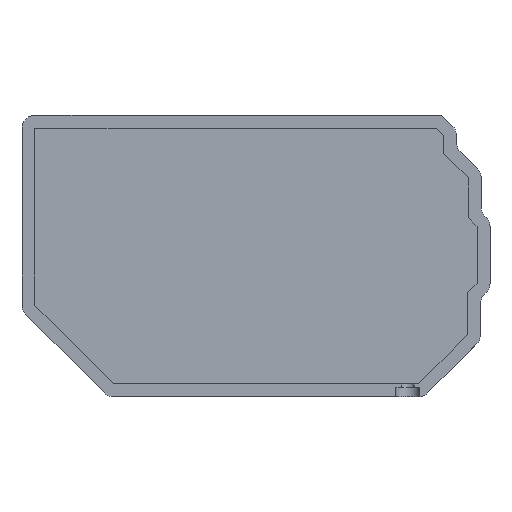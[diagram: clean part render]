
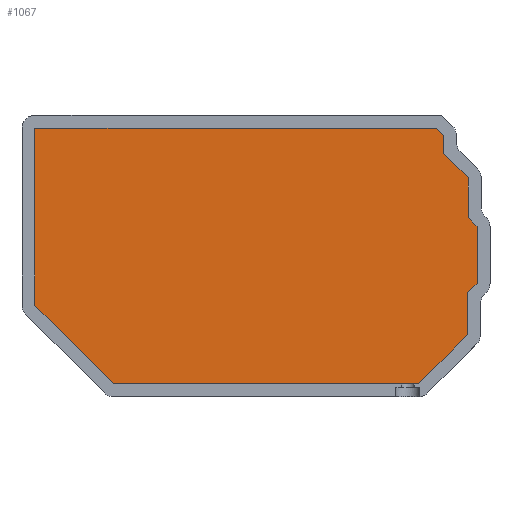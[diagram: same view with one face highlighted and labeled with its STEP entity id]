
A CAD part, top view. The second image highlights one B-rep face of the part: STEP entity #1067.
In plain terms, the highlighted planar face has unit normal (0, 0, 1).
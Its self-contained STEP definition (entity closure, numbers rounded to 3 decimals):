
#85=FACE_OUTER_BOUND('',#142,.T.);
#142=EDGE_LOOP('',(#943,#944,#945,#946,#947,#948,#949,#950,#951,#952,#953,
#954,#955));
#238=LINE('',#1740,#353);
#241=LINE('',#1745,#356);
#243=LINE('',#1749,#358);
#245=LINE('',#1753,#360);
#247=LINE('',#1757,#362);
#249=LINE('',#1761,#364);
#251=LINE('',#1765,#366);
#253=LINE('',#1769,#368);
#255=LINE('',#1773,#370);
#257=LINE('',#1777,#372);
#259=LINE('',#1781,#374);
#261=LINE('',#1785,#376);
#263=LINE('',#1788,#378);
#353=VECTOR('',#1416,10.);
#356=VECTOR('',#1421,10.);
#358=VECTOR('',#1425,10.);
#360=VECTOR('',#1429,10.);
#362=VECTOR('',#1433,10.);
#364=VECTOR('',#1437,10.);
#366=VECTOR('',#1441,10.);
#368=VECTOR('',#1445,10.);
#370=VECTOR('',#1449,10.);
#372=VECTOR('',#1453,10.);
#374=VECTOR('',#1457,10.);
#376=VECTOR('',#1461,10.);
#378=VECTOR('',#1465,10.);
#509=VERTEX_POINT('',#1738);
#510=VERTEX_POINT('',#1739);
#511=VERTEX_POINT('',#1744);
#512=VERTEX_POINT('',#1748);
#513=VERTEX_POINT('',#1752);
#514=VERTEX_POINT('',#1756);
#515=VERTEX_POINT('',#1760);
#516=VERTEX_POINT('',#1764);
#517=VERTEX_POINT('',#1768);
#518=VERTEX_POINT('',#1772);
#519=VERTEX_POINT('',#1776);
#520=VERTEX_POINT('',#1780);
#521=VERTEX_POINT('',#1784);
#649=EDGE_CURVE('',#509,#510,#238,.T.);
#652=EDGE_CURVE('',#511,#509,#241,.T.);
#654=EDGE_CURVE('',#512,#511,#243,.T.);
#656=EDGE_CURVE('',#513,#512,#245,.T.);
#658=EDGE_CURVE('',#514,#513,#247,.T.);
#660=EDGE_CURVE('',#515,#514,#249,.T.);
#662=EDGE_CURVE('',#516,#515,#251,.T.);
#664=EDGE_CURVE('',#510,#517,#253,.T.);
#666=EDGE_CURVE('',#517,#518,#255,.T.);
#668=EDGE_CURVE('',#518,#519,#257,.T.);
#670=EDGE_CURVE('',#519,#520,#259,.T.);
#672=EDGE_CURVE('',#520,#521,#261,.T.);
#674=EDGE_CURVE('',#521,#516,#263,.T.);
#943=ORIENTED_EDGE('',*,*,#662,.T.);
#944=ORIENTED_EDGE('',*,*,#660,.T.);
#945=ORIENTED_EDGE('',*,*,#658,.T.);
#946=ORIENTED_EDGE('',*,*,#656,.T.);
#947=ORIENTED_EDGE('',*,*,#654,.T.);
#948=ORIENTED_EDGE('',*,*,#652,.T.);
#949=ORIENTED_EDGE('',*,*,#649,.T.);
#950=ORIENTED_EDGE('',*,*,#664,.T.);
#951=ORIENTED_EDGE('',*,*,#666,.T.);
#952=ORIENTED_EDGE('',*,*,#668,.T.);
#953=ORIENTED_EDGE('',*,*,#670,.T.);
#954=ORIENTED_EDGE('',*,*,#672,.T.);
#955=ORIENTED_EDGE('',*,*,#674,.T.);
#1013=PLANE('',#1173);
#1067=ADVANCED_FACE('',(#85),#1013,.T.);
#1173=AXIS2_PLACEMENT_3D('',#1789,#1466,#1467);
#1416=DIRECTION('',(0.,1.,0.));
#1421=DIRECTION('',(-0.707,0.708,0.));
#1425=DIRECTION('',(0.,1.,0.));
#1429=DIRECTION('',(0.707,0.707,0.));
#1433=DIRECTION('',(0.,1.,0.));
#1437=DIRECTION('',(0.707,0.707,0.));
#1441=DIRECTION('',(1.,0.,0.));
#1445=DIRECTION('',(-0.707,0.707,0.));
#1449=DIRECTION('',(0.,1.,0.));
#1453=DIRECTION('',(-0.707,0.707,0.));
#1457=DIRECTION('',(-1.,0.,0.));
#1461=DIRECTION('',(0.,-1.,0.));
#1465=DIRECTION('',(0.707,-0.707,0.));
#1466=DIRECTION('center_axis',(0.,0.,1.));
#1467=DIRECTION('ref_axis',(1.,0.,0.));
#1738=CARTESIAN_POINT('',(-13.618,-28.599,6.6));
#1739=CARTESIAN_POINT('',(-13.618,-13.237,6.6));
#1740=CARTESIAN_POINT('',(-13.618,-9.222,6.6));
#1744=CARTESIAN_POINT('',(-10.189,-32.033,6.6));
#1745=CARTESIAN_POINT('',(-39.085,-3.093,6.6));
#1748=CARTESIAN_POINT('',(-10.189,-54.073,6.6));
#1749=CARTESIAN_POINT('',(-10.189,-18.62,6.6));
#1752=CARTESIAN_POINT('',(-13.869,-57.753,6.6));
#1753=CARTESIAN_POINT('',(-18.479,-62.363,6.6));
#1756=CARTESIAN_POINT('',(-13.872,-73.885,6.6));
#1757=CARTESIAN_POINT('',(-13.863,-31.489,6.6));
#1760=CARTESIAN_POINT('',(-32.807,-92.82,6.6));
#1761=CARTESIAN_POINT('',(-16.288,-76.301,6.6));
#1764=CARTESIAN_POINT('',(-150.733,-92.82,6.6));
#1765=CARTESIAN_POINT('',(-62.511,-92.82,6.6));
#1768=CARTESIAN_POINT('',(-23.143,-3.706,6.6));
#1769=CARTESIAN_POINT('',(-40.027,13.186,6.6));
#1772=CARTESIAN_POINT('',(-23.143,3.146,6.6));
#1773=CARTESIAN_POINT('',(-23.143,-1.03,6.6));
#1776=CARTESIAN_POINT('',(-25.949,5.952,6.6));
#1777=CARTESIAN_POINT('',(-39.726,19.729,6.6));
#1780=CARTESIAN_POINT('',(-181.098,5.952,6.6));
#1781=CARTESIAN_POINT('',(-136.657,5.952,6.6));
#1784=CARTESIAN_POINT('',(-181.098,-62.455,6.6));
#1785=CARTESIAN_POINT('',(-181.098,-33.831,6.6));
#1788=CARTESIAN_POINT('',(-158.007,-85.547,6.6));
#1789=CARTESIAN_POINT('Origin',(-92.215,-5.207,6.6));
